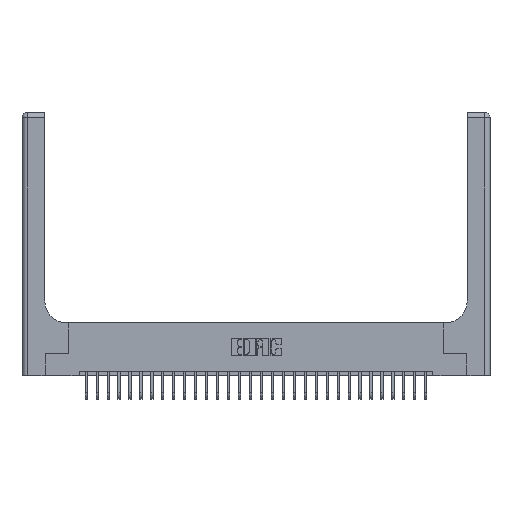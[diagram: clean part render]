
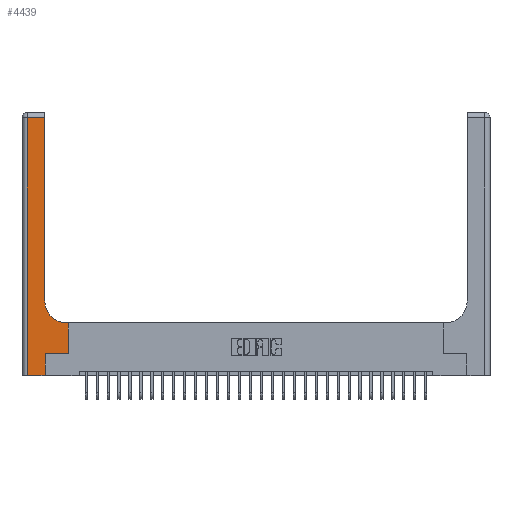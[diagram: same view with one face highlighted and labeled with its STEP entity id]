
A CAD part, top view. The second image highlights one B-rep face of the part: STEP entity #4439.
In plain terms, the highlighted planar face has unit normal (0, 0, 1).
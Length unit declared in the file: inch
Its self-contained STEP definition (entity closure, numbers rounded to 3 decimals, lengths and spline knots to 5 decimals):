
#601 = ORIENTED_EDGE ( 'NONE', *, *, #26224, .T. ) ;
#678 = DIRECTION ( 'NONE',  ( 0., 0., -1. ) ) ;
#917 = VECTOR ( 'NONE', #24298, 39.37008 ) ;
#1826 = EDGE_CURVE ( 'NONE', #10821, #16383, #24022, .T. ) ;
#2295 = VERTEX_POINT ( 'NONE', #12797 ) ;
#2918 = CARTESIAN_POINT ( 'NONE',  ( 0.265, 0.25, 0.37 ) ) ;
#3312 = LINE ( 'NONE', #11592, #15739 ) ;
#3542 = PLANE ( 'NONE',  #9966 ) ;
#3943 = EDGE_CURVE ( 'NONE', #16383, #2295, #3312, .T. ) ;
#4439 = ADVANCED_FACE ( 'NONE', ( #22210 ), #3542, .F. ) ;
#4615 = DIRECTION ( 'NONE',  ( 0., 1., 0. ) ) ;
#5344 = DIRECTION ( 'NONE',  ( -1., 0., 0. ) ) ;
#5499 = DIRECTION ( 'NONE',  ( 0., 1., 0. ) ) ;
#5654 = LINE ( 'NONE', #15477, #8780 ) ;
#5740 = ORIENTED_EDGE ( 'NONE', *, *, #3943, .T. ) ;
#5963 = CARTESIAN_POINT ( 'NONE',  ( 0., 3., 0.37 ) ) ;
#5974 = VERTEX_POINT ( 'NONE', #7211 ) ;
#6306 = CIRCLE ( 'NONE', #25033, 0.25 ) ;
#6947 = DIRECTION ( 'NONE',  ( 1., 0., 0. ) ) ;
#7128 = VECTOR ( 'NONE', #6947, 39.37008 ) ;
#7211 = CARTESIAN_POINT ( 'NONE',  ( 0.265, 0., 0.37 ) ) ;
#7264 = VERTEX_POINT ( 'NONE', #7743 ) ;
#7743 = CARTESIAN_POINT ( 'NONE',  ( 0.265, 0.25, 0.37 ) ) ;
#7772 = EDGE_CURVE ( 'NONE', #21386, #26231, #11966, .T. ) ;
#8780 = VECTOR ( 'NONE', #24871, 39.37008 ) ;
#9104 = EDGE_LOOP ( 'NONE', ( #24151, #23793, #24277, #13076, #601, #22544, #11029, #5740, #24650 ) ) ;
#9777 = VERTEX_POINT ( 'NONE', #26505 ) ;
#9848 = CARTESIAN_POINT ( 'NONE',  ( 0.265, 0., 0.37 ) ) ;
#9880 = VECTOR ( 'NONE', #10202, 39.37008 ) ;
#9966 = AXIS2_PLACEMENT_3D ( 'NONE', #5963, #18366, #20137 ) ;
#9972 = LINE ( 'NONE', #9848, #917 ) ;
#10202 = DIRECTION ( 'NONE',  ( -1., 0., 0. ) ) ;
#10821 = VERTEX_POINT ( 'NONE', #11420 ) ;
#11029 = ORIENTED_EDGE ( 'NONE', *, *, #1826, .T. ) ;
#11313 = EDGE_CURVE ( 'NONE', #26231, #24974, #5654, .T. ) ;
#11420 = CARTESIAN_POINT ( 'NONE',  ( 0.528, 0.25, 0.37 ) ) ;
#11592 = CARTESIAN_POINT ( 'NONE',  ( 0.26, 0.6, 0.37 ) ) ;
#11961 = VECTOR ( 'NONE', #25237, 39.37008 ) ;
#11966 = LINE ( 'NONE', #24800, #9880 ) ;
#12797 = CARTESIAN_POINT ( 'NONE',  ( 0.51, 0.6, 0.37 ) ) ;
#13076 = ORIENTED_EDGE ( 'NONE', *, *, #17877, .T. ) ;
#13164 = DIRECTION ( 'NONE',  ( 1., 0., 0. ) ) ;
#13453 = CARTESIAN_POINT ( 'NONE',  ( 0.528, 0.6, 0.37 ) ) ;
#14067 = CARTESIAN_POINT ( 'NONE',  ( 0.06, 0., 0.37 ) ) ;
#14712 = CARTESIAN_POINT ( 'NONE',  ( 0.26, 2.94, 0.37 ) ) ;
#14741 = CARTESIAN_POINT ( 'NONE',  ( 0., 0., 0.37 ) ) ;
#14874 = EDGE_CURVE ( 'NONE', #7264, #10821, #21559, .T. ) ;
#15477 = CARTESIAN_POINT ( 'NONE',  ( 0.06, 3., 0.37 ) ) ;
#15739 = VECTOR ( 'NONE', #5344, 39.37008 ) ;
#16383 = VERTEX_POINT ( 'NONE', #13453 ) ;
#17056 = LINE ( 'NONE', #14741, #11961 ) ;
#17877 = EDGE_CURVE ( 'NONE', #24974, #5974, #17056, .T. ) ;
#18366 = DIRECTION ( 'NONE',  ( 0., 0., -1. ) ) ;
#20079 = EDGE_CURVE ( 'NONE', #2295, #9777, #6306, .T. ) ;
#20137 = DIRECTION ( 'NONE',  ( -1., 0., 0. ) ) ;
#20141 = EDGE_CURVE ( 'NONE', #9777, #21386, #21365, .T. ) ;
#21365 = LINE ( 'NONE', #25303, #23282 ) ;
#21386 = VERTEX_POINT ( 'NONE', #14712 ) ;
#21559 = LINE ( 'NONE', #2918, #7128 ) ;
#22210 = FACE_OUTER_BOUND ( 'NONE', #9104, .T. ) ;
#22544 = ORIENTED_EDGE ( 'NONE', *, *, #14874, .T. ) ;
#23280 = CARTESIAN_POINT ( 'NONE',  ( 0.51, 0.85, 0.37 ) ) ;
#23282 = VECTOR ( 'NONE', #4615, 39.37008 ) ;
#23793 = ORIENTED_EDGE ( 'NONE', *, *, #7772, .T. ) ;
#24022 = LINE ( 'NONE', #24160, #25286 ) ;
#24151 = ORIENTED_EDGE ( 'NONE', *, *, #20141, .T. ) ;
#24160 = CARTESIAN_POINT ( 'NONE',  ( 0.528, 0.25, 0.37 ) ) ;
#24277 = ORIENTED_EDGE ( 'NONE', *, *, #11313, .T. ) ;
#24298 = DIRECTION ( 'NONE',  ( 0., 1., 0. ) ) ;
#24428 = CARTESIAN_POINT ( 'NONE',  ( 0.06, 2.94, 0.37 ) ) ;
#24650 = ORIENTED_EDGE ( 'NONE', *, *, #20079, .T. ) ;
#24800 = CARTESIAN_POINT ( 'NONE',  ( 0., 2.94, 0.37 ) ) ;
#24871 = DIRECTION ( 'NONE',  ( 0., -1., 0. ) ) ;
#24974 = VERTEX_POINT ( 'NONE', #14067 ) ;
#25033 = AXIS2_PLACEMENT_3D ( 'NONE', #23280, #678, #13164 ) ;
#25237 = DIRECTION ( 'NONE',  ( 1., 0., 0. ) ) ;
#25286 = VECTOR ( 'NONE', #5499, 39.37008 ) ;
#25303 = CARTESIAN_POINT ( 'NONE',  ( 0.26, 3., 0.37 ) ) ;
#26224 = EDGE_CURVE ( 'NONE', #5974, #7264, #9972, .T. ) ;
#26231 = VERTEX_POINT ( 'NONE', #24428 ) ;
#26505 = CARTESIAN_POINT ( 'NONE',  ( 0.26, 0.85, 0.37 ) ) ;
